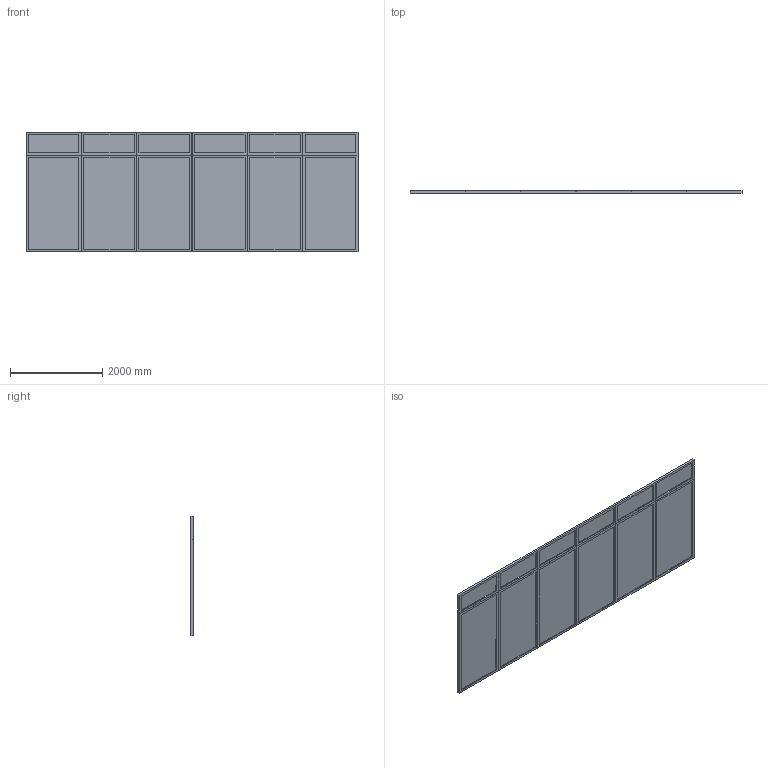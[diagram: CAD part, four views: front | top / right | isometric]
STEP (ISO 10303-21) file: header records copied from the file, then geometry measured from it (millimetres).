
FILE_DESCRIPTION(('FreeCAD Model'),'2;1');
FILE_NAME('6 frame modules.step', '2016-10-04T16:16:42',('Author'),(''), 'Open CASCADE STEP processor 6.8','FreeCAD','Unknown');
FILE_SCHEMA(('AUTOMOTIVE_DESIGN_CC2 { 1 2 10303 214 -1 1 5 4 }'));
Length unit declared in the file: millimetre
Products named in the file (2): ASSEMBLY; 6_frame_modules
Assembly tree (1 placements, depth 2):
  ASSEMBLY
    6_frame_modules
Bounding box: 7200 x 50 x 2601 mm (x, y, z)
Volume: 310225833.3 mm3; surface area: 44363466.7 mm2
Topology: 25 solids, 25 shells, 202 faces, 456 edges, 304 vertices
Faces by surface type: plane 202
Entity records: 12897 total; most frequent: CARTESIAN_POINT 1876, DIRECTION 1776, LINE 1368, VECTOR 1368, ORIENTED_EDGE 912, PCURVE 912, DEFINITIONAL_REPRESENTATION 912, EDGE_CURVE 456
